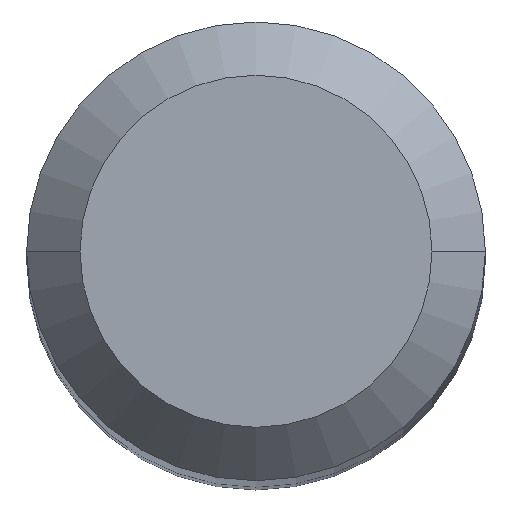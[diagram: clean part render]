
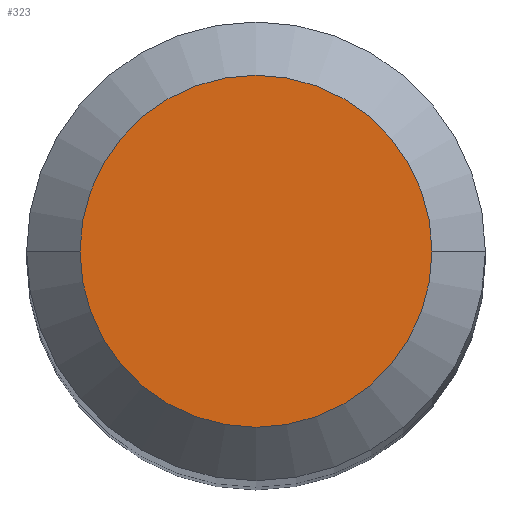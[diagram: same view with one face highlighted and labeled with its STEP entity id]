
A CAD part, top view. The second image highlights one B-rep face of the part: STEP entity #323.
In plain terms, the highlighted planar face has unit normal (0, 0, 1).
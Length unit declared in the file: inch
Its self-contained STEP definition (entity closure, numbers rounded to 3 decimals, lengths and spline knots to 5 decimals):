
#12 = DIRECTION ( 'NONE',  ( 1., 0., 0. ) ) ;
#13 = ORIENTED_EDGE ( 'NONE', *, *, #228, .T. ) ;
#53 = DIRECTION ( 'NONE',  ( 1., 0., 0. ) ) ;
#54 = CARTESIAN_POINT ( 'NONE',  ( -0.06595, 0., 0. ) ) ;
#62 = EDGE_CURVE ( 'NONE', #191, #121, #170, .T. ) ;
#100 = AXIS2_PLACEMENT_3D ( 'NONE', #204, #108, #53 ) ;
#108 = DIRECTION ( 'NONE',  ( 0., 0., 1. ) ) ;
#114 = DIRECTION ( 'NONE',  ( -1., 0., 0. ) ) ;
#121 = VERTEX_POINT ( 'NONE', #288 ) ;
#170 = CIRCLE ( 'NONE', #187, 0.06595 ) ;
#187 = AXIS2_PLACEMENT_3D ( 'NONE', #280, #372, #12 ) ;
#191 = VERTEX_POINT ( 'NONE', #54 ) ;
#204 = CARTESIAN_POINT ( 'NONE',  ( 0., 0., 0. ) ) ;
#228 = EDGE_CURVE ( 'NONE', #121, #191, #274, .T. ) ;
#238 = PLANE ( 'NONE',  #363 ) ;
#241 = ORIENTED_EDGE ( 'NONE', *, *, #62, .T. ) ;
#254 = EDGE_LOOP ( 'NONE', ( #241, #13 ) ) ;
#266 = DIRECTION ( 'NONE',  ( 0., 0., -1. ) ) ;
#274 = CIRCLE ( 'NONE', #100, 0.06595 ) ;
#280 = CARTESIAN_POINT ( 'NONE',  ( 0., 0., 0. ) ) ;
#288 = CARTESIAN_POINT ( 'NONE',  ( 0.06595, 0., 0. ) ) ;
#323 = ADVANCED_FACE ( 'NONE', ( #364 ), #238, .F. ) ;
#358 = CARTESIAN_POINT ( 'NONE',  ( 0., 0.06595, 0. ) ) ;
#363 = AXIS2_PLACEMENT_3D ( 'NONE', #358, #266, #114 ) ;
#364 = FACE_OUTER_BOUND ( 'NONE', #254, .T. ) ;
#372 = DIRECTION ( 'NONE',  ( 0., 0., 1. ) ) ;
